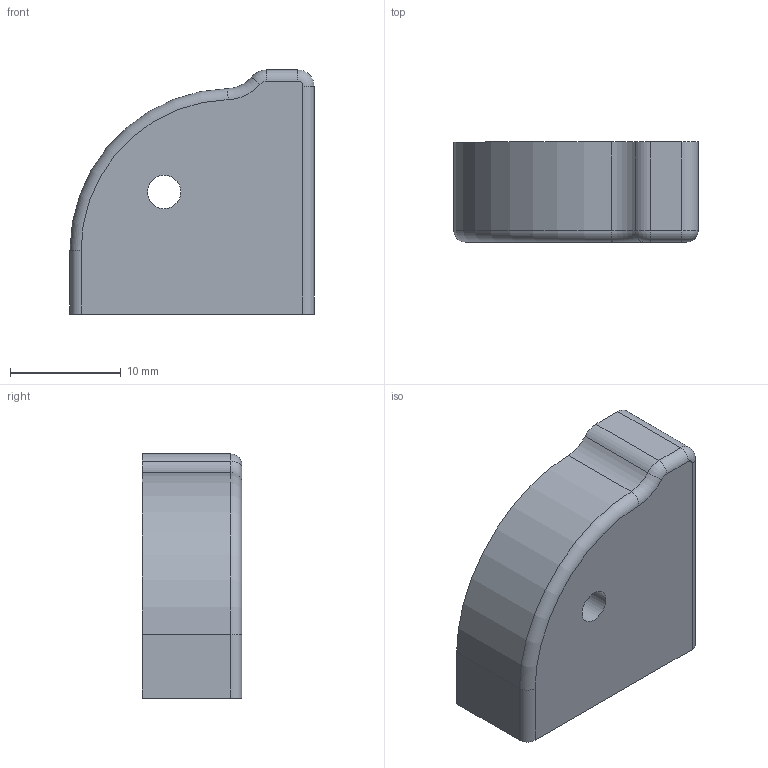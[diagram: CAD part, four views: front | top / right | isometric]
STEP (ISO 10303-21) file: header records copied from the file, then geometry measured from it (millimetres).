
FILE_DESCRIPTION(/* description */ ('CAx-IF Rec.Pracs.---Representation and Presentation of Product Manufacturing Information (PMI)---4.0---2014-10-13','CAx-IF Rec.Pracs.---3D Tessellated Geometry---0.4---2014-09-14','2;1'),/* implementation_level */ '2;1');
FILE_NAME(/* name */ 'LTS_25-NP',/* time_stamp */ '2025-05-24T00:08:33+02:00',/* author */ (''),/* organization */ (''),/* preprocessor_version */ 'ST-DEVELOPER v20',/* originating_system */ 'SIEMENS PLM Software NX2406.6001',/* authorisation */ $);
FILE_SCHEMA (('AP242_MANAGED_MODEL_BASED_3D_ENGINEERING_MIM_LF { 1 0 10303 442 3 1 4 }'));
Length unit declared in the file: millimetre
Products named in the file (1): LTS_25-NP
Bounding box: 22 x 9 x 22 mm (x, y, z)
Volume: 3621.3 mm3; surface area: 1586.2 mm2
Topology: 1 solids, 1 shells, 18 faces, 51 edges, 43 vertices
Faces by surface type: cylinder 8, plane 6, torus 4
Full cylindrical faces by diameter (mm): 3 x1
Entity records: 771 total; most frequent: DIRECTION 147, CARTESIAN_POINT 119, ORIENTED_EDGE 82, AXIS2_PLACEMENT_3D 62, EDGE_CURVE 41, CIRCLE 27, VERTEX_POINT 26, LINE 23
